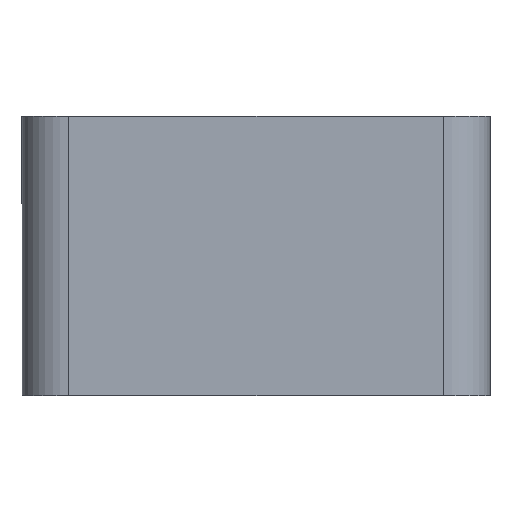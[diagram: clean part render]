
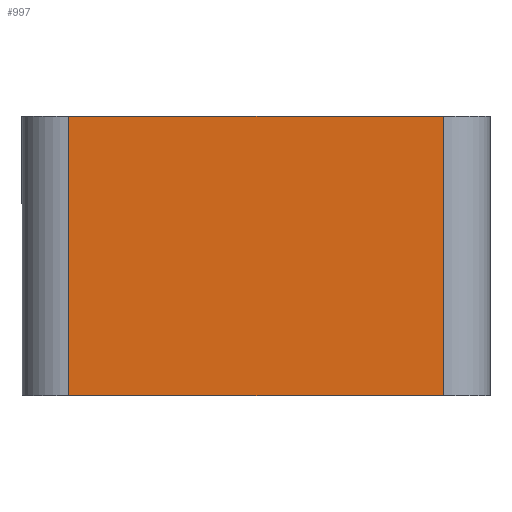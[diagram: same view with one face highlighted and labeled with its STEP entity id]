
A CAD part, left-side view. The second image highlights one B-rep face of the part: STEP entity #997.
In plain terms, the highlighted planar face has unit normal (-1, 0, 0).
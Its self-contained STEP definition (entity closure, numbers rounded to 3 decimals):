
#8 = PLANE ( 'NONE',  #1431 ) ;
#169 = VECTOR ( 'NONE', #921, 1000. ) ;
#305 = LINE ( 'NONE', #722, #169 ) ;
#459 = CARTESIAN_POINT ( 'NONE',  ( -22.221, 9.613, -27.961 ) ) ;
#473 = EDGE_LOOP ( 'NONE', ( #995, #2815, #2114, #1418 ) ) ;
#513 = VERTEX_POINT ( 'NONE', #2757 ) ;
#545 = LINE ( 'NONE', #1417, #1055 ) ;
#626 = EDGE_CURVE ( 'NONE', #828, #666, #2371, .T. ) ;
#639 = CARTESIAN_POINT ( 'NONE',  ( -22.221, -6.487, -27.961 ) ) ;
#666 = VERTEX_POINT ( 'NONE', #1907 ) ;
#670 = DIRECTION ( 'NONE',  ( 1., 0., 0. ) ) ;
#722 = CARTESIAN_POINT ( 'NONE',  ( -22.221, 9.613, -27.961 ) ) ;
#828 = VERTEX_POINT ( 'NONE', #1865 ) ;
#921 = DIRECTION ( 'NONE',  ( 0., 0., 1. ) ) ;
#928 = CARTESIAN_POINT ( 'NONE',  ( -22.221, 9.613, -15.961 ) ) ;
#953 = EDGE_CURVE ( 'NONE', #2808, #666, #1358, .T. ) ;
#995 = ORIENTED_EDGE ( 'NONE', *, *, #626, .T. ) ;
#997 = ADVANCED_FACE ( 'NONE', ( #1334 ), #8, .F. ) ;
#1055 = VECTOR ( 'NONE', #1591, 1000. ) ;
#1128 = CARTESIAN_POINT ( 'NONE',  ( -22.221, 9.613, -15.961 ) ) ;
#1252 = DIRECTION ( 'NONE',  ( 0., 0., 1. ) ) ;
#1334 = FACE_OUTER_BOUND ( 'NONE', #473, .T. ) ;
#1358 = LINE ( 'NONE', #928, #1756 ) ;
#1417 = CARTESIAN_POINT ( 'NONE',  ( -22.221, 9.613, -27.961 ) ) ;
#1418 = ORIENTED_EDGE ( 'NONE', *, *, #2548, .F. ) ;
#1431 = AXIS2_PLACEMENT_3D ( 'NONE', #459, #670, #1985 ) ;
#1591 = DIRECTION ( 'NONE',  ( 0., 1., 0. ) ) ;
#1756 = VECTOR ( 'NONE', #2502, 1000. ) ;
#1865 = CARTESIAN_POINT ( 'NONE',  ( -22.221, -6.487, -27.961 ) ) ;
#1907 = CARTESIAN_POINT ( 'NONE',  ( -22.221, -6.487, -15.961 ) ) ;
#1985 = DIRECTION ( 'NONE',  ( 0., 0., -1. ) ) ;
#2083 = VECTOR ( 'NONE', #1252, 1000. ) ;
#2114 = ORIENTED_EDGE ( 'NONE', *, *, #2591, .F. ) ;
#2371 = LINE ( 'NONE', #639, #2083 ) ;
#2502 = DIRECTION ( 'NONE',  ( 0., -1., 0. ) ) ;
#2548 = EDGE_CURVE ( 'NONE', #828, #513, #545, .T. ) ;
#2591 = EDGE_CURVE ( 'NONE', #513, #2808, #305, .T. ) ;
#2757 = CARTESIAN_POINT ( 'NONE',  ( -22.221, 9.613, -27.961 ) ) ;
#2808 = VERTEX_POINT ( 'NONE', #1128 ) ;
#2815 = ORIENTED_EDGE ( 'NONE', *, *, #953, .F. ) ;
